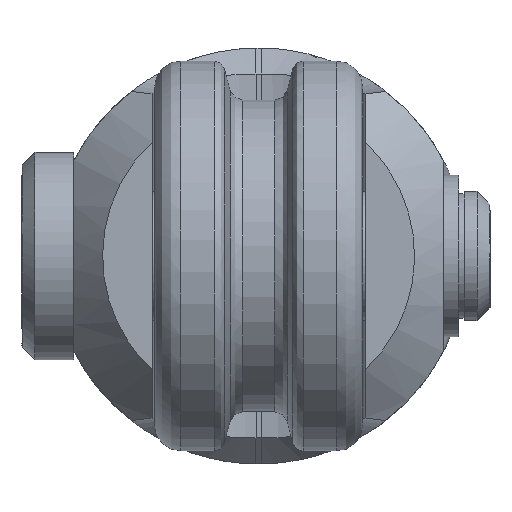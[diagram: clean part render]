
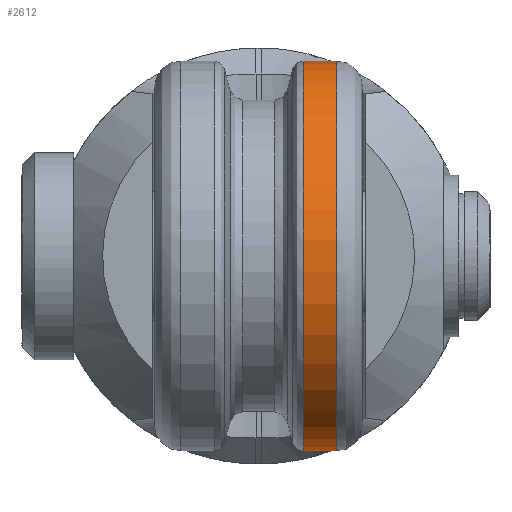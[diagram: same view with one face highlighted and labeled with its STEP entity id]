
A CAD part, left-side view. The second image highlights one B-rep face of the part: STEP entity #2612.
In plain terms, the highlighted free-form (B-spline) face has degree [2, 1] with [7, 2] control points.
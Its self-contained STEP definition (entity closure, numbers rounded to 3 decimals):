
#2567 = EDGE_CURVE('',#2568,#2568,#2570,.T.);
#2568 = VERTEX_POINT('',#2569);
#2569 = CARTESIAN_POINT('',(-3.195,-3.029,
    3.115));
#2570 = ( BOUNDED_CURVE() B_SPLINE_CURVE(2,(#2571,#2572,#2573,#2574,
#2575,#2576,#2577),.UNSPECIFIED.,.T.,.F.) B_SPLINE_CURVE_WITH_KNOTS((1,2
    ,2,2,2,1),(-2.094,0.,2.094,4.189,
6.283,8.378),.UNSPECIFIED.) CURVE() 
GEOMETRIC_REPRESENTATION_ITEM() RATIONAL_B_SPLINE_CURVE((1.,0.5,1.,0.5,
1.,0.5,1.)) REPRESENTATION_ITEM('') );
#2571 = CARTESIAN_POINT('',(-3.195,-3.029,
    3.115));
#2572 = CARTESIAN_POINT('',(-8.59,-3.029,
    15.07));
#2573 = CARTESIAN_POINT('',(-16.246,-3.029,
    4.42));
#2574 = CARTESIAN_POINT('',(-23.902,-3.029,
    -6.23));
#2575 = CARTESIAN_POINT('',(-10.85,-3.029,
    -7.535));
#2576 = CARTESIAN_POINT('',(2.201,-3.029,
    -8.84));
#2577 = CARTESIAN_POINT('',(-3.195,-3.029,
    3.115));
#2612 = ADVANCED_FACE('',(#2613),#2634,.T.);
#2613 = FACE_BOUND('',#2614,.T.);
#2614 = EDGE_LOOP('',(#2615,#2627,#2632,#2633));
#2615 = ORIENTED_EDGE('',*,*,#2616,.T.);
#2616 = EDGE_CURVE('',#2617,#2617,#2619,.T.);
#2617 = VERTEX_POINT('',#2618);
#2618 = CARTESIAN_POINT('',(-3.195,-1.725,
    3.115));
#2619 = ( BOUNDED_CURVE() B_SPLINE_CURVE(2,(#2620,#2621,#2622,#2623,
#2624,#2625,#2626),.UNSPECIFIED.,.T.,.F.) B_SPLINE_CURVE_WITH_KNOTS((1,2
    ,2,2,2,1),(-2.094,0.,2.094,4.189,
6.283,8.378),.UNSPECIFIED.) CURVE() 
GEOMETRIC_REPRESENTATION_ITEM() RATIONAL_B_SPLINE_CURVE((1.,0.5,1.,0.5,
1.,0.5,1.)) REPRESENTATION_ITEM('') );
#2620 = CARTESIAN_POINT('',(-3.195,-1.725,
    3.115));
#2621 = CARTESIAN_POINT('',(-8.59,-1.725,
    15.07));
#2622 = CARTESIAN_POINT('',(-16.246,-1.725,
    4.42));
#2623 = CARTESIAN_POINT('',(-23.902,-1.725,
    -6.23));
#2624 = CARTESIAN_POINT('',(-10.85,-1.725,
    -7.535));
#2625 = CARTESIAN_POINT('',(2.201,-1.725,
    -8.84));
#2626 = CARTESIAN_POINT('',(-3.195,-1.725,
    3.115));
#2627 = ORIENTED_EDGE('',*,*,#2628,.T.);
#2628 = EDGE_CURVE('',#2617,#2568,#2629,.T.);
#2629 = B_SPLINE_CURVE_WITH_KNOTS('',1,(#2630,#2631),.UNSPECIFIED.,.F.,
  .F.,(2,2),(0.,1.291),.PIECEWISE_BEZIER_KNOTS.);
#2630 = CARTESIAN_POINT('',(-3.195,-1.725,
    3.115));
#2631 = CARTESIAN_POINT('',(-3.195,-3.029,
    3.115));
#2632 = ORIENTED_EDGE('',*,*,#2567,.F.);
#2633 = ORIENTED_EDGE('',*,*,#2628,.F.);
#2634 = ( BOUNDED_SURFACE() B_SPLINE_SURFACE(2,1,(
    (#2635,#2636)
    ,(#2637,#2638)
    ,(#2639,#2640)
    ,(#2641,#2642)
    ,(#2643,#2644)
    ,(#2645,#2646)
    ,(#2647,#2648
)),.UNSPECIFIED.,.T.,.F.,.F.) B_SPLINE_SURFACE_WITH_KNOTS((1,2,2,2,2,1),
  (2,2),(-2.094,0.,2.094,4.189,6.283,
    8.378),(0.,1.291),.UNSPECIFIED.) 
GEOMETRIC_REPRESENTATION_ITEM() RATIONAL_B_SPLINE_SURFACE((
    (1.,1.)
    ,(0.5,0.5)
    ,(1.,1.)
    ,(0.5,0.5)
    ,(1.,1.)
    ,(0.5,0.5)
,(1.,1.))) REPRESENTATION_ITEM('') SURFACE() );
#2635 = CARTESIAN_POINT('',(-3.195,-1.725,
    3.115));
#2636 = CARTESIAN_POINT('',(-3.195,-3.029,
    3.115));
#2637 = CARTESIAN_POINT('',(-8.59,-1.725,
    15.07));
#2638 = CARTESIAN_POINT('',(-8.59,-3.029,
    15.07));
#2639 = CARTESIAN_POINT('',(-16.246,-1.725,
    4.42));
#2640 = CARTESIAN_POINT('',(-16.246,-3.029,
    4.42));
#2641 = CARTESIAN_POINT('',(-23.902,-1.725,
    -6.23));
#2642 = CARTESIAN_POINT('',(-23.902,-3.029,
    -6.23));
#2643 = CARTESIAN_POINT('',(-10.85,-1.725,
    -7.535));
#2644 = CARTESIAN_POINT('',(-10.85,-3.029,
    -7.535));
#2645 = CARTESIAN_POINT('',(2.201,-1.725,
    -8.84));
#2646 = CARTESIAN_POINT('',(2.201,-3.029,
    -8.84));
#2647 = CARTESIAN_POINT('',(-3.195,-1.725,
    3.115));
#2648 = CARTESIAN_POINT('',(-3.195,-3.029,
    3.115));
